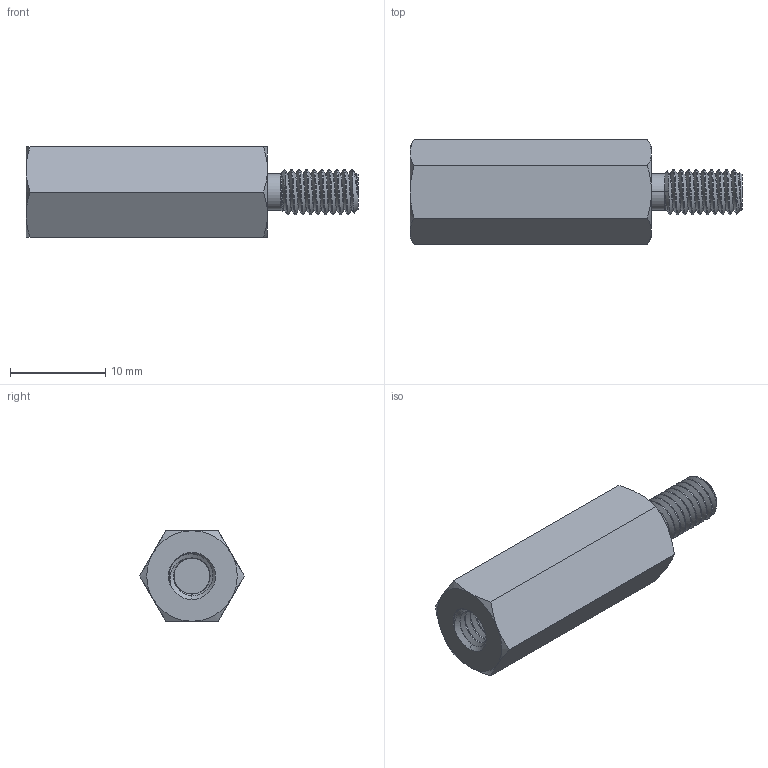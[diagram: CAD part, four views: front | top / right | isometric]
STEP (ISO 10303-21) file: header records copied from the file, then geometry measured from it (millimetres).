
FILE_DESCRIPTION (( 'STEP AP203' ), '1' );
FILE_NAME ('93505A178_ALUM MALE-FEM THRDED HEX STANDOFF_93505A178_sldprt.STEP', '2019-04-05T22:48:42', ( '' ), ( '' ), 'SwSTEP 2.0', 'SolidWorks 2018', '' );
FILE_SCHEMA (( 'CONFIG_CONTROL_DESIGN' ));
Length unit declared in the file: inch
Products named in the file (1): 93505A178_ALUM MALE-FEM THRDED HEX STANDOFF_93505A178_sldprt
Bounding box: 34.92 x 11 x 9.53 mm (x, y, z)
Volume: 1938.5 mm3; surface area: 1489.5 mm2
Topology: 1 solids, 1 shells, 89 faces, 238 edges, 153 vertices
Faces by surface type: cylinder 54, cone 18, plane 11, bspline 6
Entity records: 7115 total; most frequent: CARTESIAN_POINT 5212, ORIENTED_EDGE 476, DIRECTION 288, EDGE_CURVE 238, VERTEX_POINT 153, AXIS2_PLACEMENT_3D 110, EDGE_LOOP 91, ADVANCED_FACE 89
